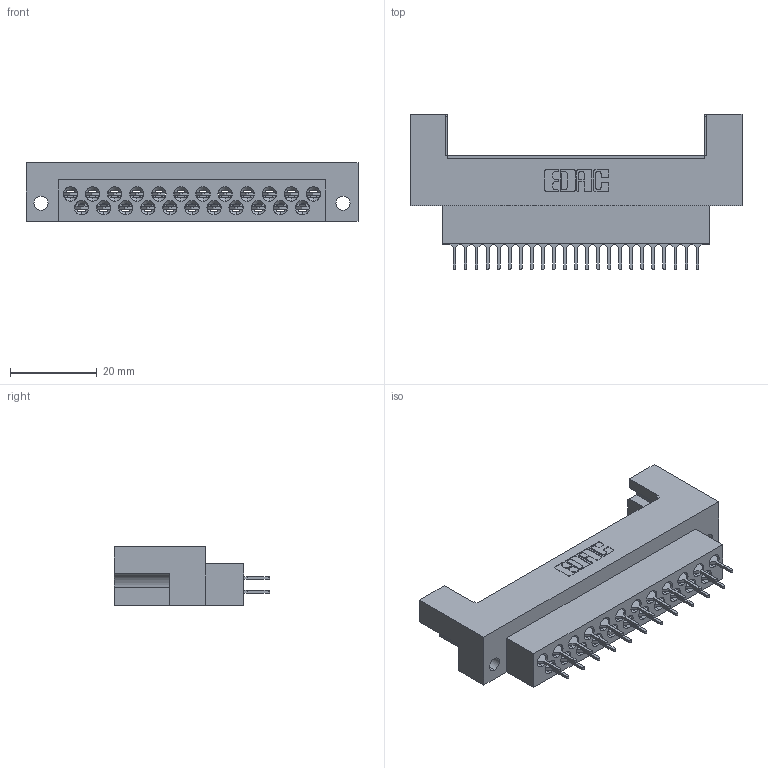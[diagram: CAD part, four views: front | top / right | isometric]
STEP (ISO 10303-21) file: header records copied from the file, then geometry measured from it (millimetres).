
FILE_DESCRIPTION (( 'STEP AP203' ), '1' );
FILE_NAME ('415-023-520-222.STEP', '2020-03-12T18:59:47', ( '' ), ( '' ), 'SwSTEP 2.0', 'SolidWorks 2016', '' );
FILE_SCHEMA (( 'CONFIG_CONTROL_DESIGN' ));
Length unit declared in the file: millimetre
Products named in the file (3): 415-023-520-222; 415-210-001_415-210-023-222; 516-290-001_520
Assembly tree (24 placements, depth 2):
  415-023-520-222
    415-210-001_415-210-023-222
    516-290-001_520  x23
Bounding box: 76.35 x 35.65 x 13.49 mm (x, y, z)
Volume: 13307.4 mm3; surface area: 16029.9 mm2
Topology: 24 solids, 24 shells, 2414 faces, 7024 edges, 4643 vertices
Faces by surface type: plane 1541, cylinder 644, bspline 160, cone 69
Entity records: 29871 total; most frequent: CARTESIAN_POINT 7111, ORIENTED_EDGE 4896, DIRECTION 4139, EDGE_CURVE 2448, LINE 1707, VECTOR 1707, VERTEX_POINT 1607, AXIS2_PLACEMENT_3D 1216
